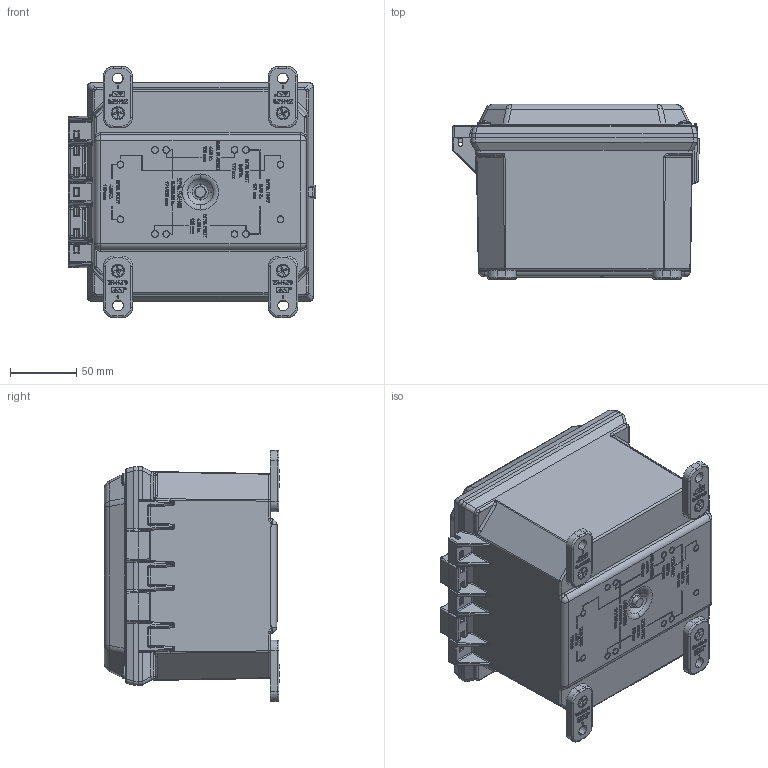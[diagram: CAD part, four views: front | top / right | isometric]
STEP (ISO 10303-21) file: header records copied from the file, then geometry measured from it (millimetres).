
FILE_DESCRIPTION (( 'STEP AP203' ), '1' );
FILE_NAME ('AMP664.step', '2014-04-15T11:47:31', ( '' ), ( '' ), 'SwSTEP 2.0', 'SolidWorks 2014', '' );
FILE_SCHEMA (( 'CONFIG_CONTROL_DESIGN' ));
Length unit declared in the file: inch
Products named in the file (10): 2381001; 2769001_box; AMP664; 2405001_part; 70-60250; 55-1032516_PreviewCfg; 70-60820PC-1; 55-103212316; 70-006ORING; 55-103275316_PreviewCfg
Assembly tree (35 placements, depth 2):
  AMP664
    2769001_box
    2405001_part
    70-60250  x12
    55-1032516_PreviewCfg  x4
    70-60820PC-1
    55-103212316  x4
    70-006ORING  x4
    55-103275316_PreviewCfg  x4
    2381001  x4
Bounding box: 186.59 x 132.26 x 189.68 mm (x, y, z)
Volume: 614375.2 mm3; surface area: 335464.9 mm2
Topology: 35 solids, 35 shells, 5500 faces, 14105 edges, 9022 vertices
Faces by surface type: plane 2915, bspline 1129, cylinder 850, cone 346, torus 170, sphere 90
Entity records: 180984 total; most frequent: CARTESIAN_POINT 81339, ORIENTED_EDGE 22278, DIRECTION 16793, EDGE_CURVE 11139, VECTOR 7249, LINE 7249, VERTEX_POINT 7151, AXIS2_PLACEMENT_3D 4772
